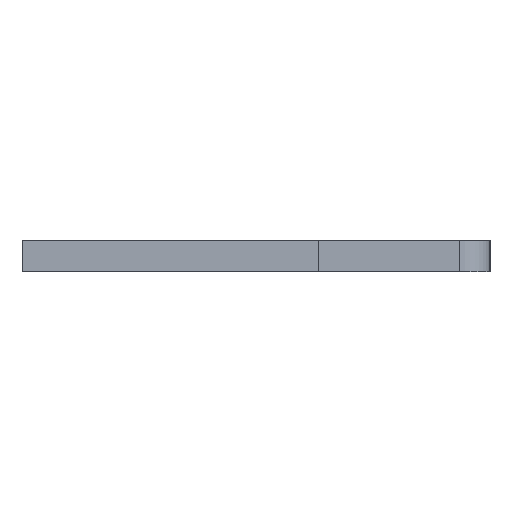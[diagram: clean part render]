
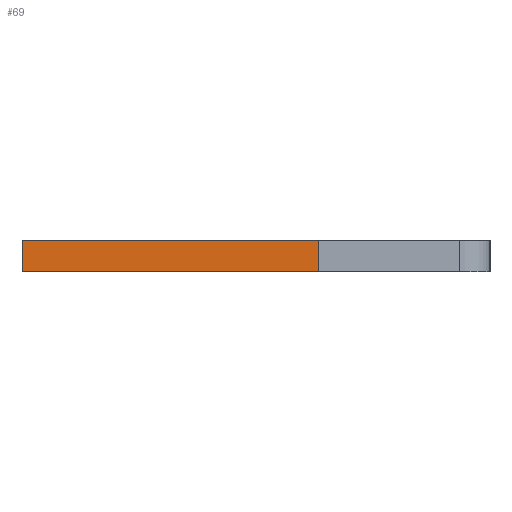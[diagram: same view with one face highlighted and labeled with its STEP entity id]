
A CAD part, left-side view. The second image highlights one B-rep face of the part: STEP entity #69.
In plain terms, the highlighted face is planar.
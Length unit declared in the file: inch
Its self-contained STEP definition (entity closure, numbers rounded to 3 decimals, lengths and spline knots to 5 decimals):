
#28 = CARTESIAN_POINT ( 'NONE',  ( -0.01, 0.15, -0.04 ) ) ;
#38 = CARTESIAN_POINT ( 'NONE',  ( 0.01, 0.15, -0.04 ) ) ;
#58 = EDGE_CURVE ( 'NONE', #2341, #1802, #289, .T. ) ;
#69 = ADVANCED_FACE ( 'NONE', ( #2445 ), #1730, .F. ) ;
#94 = VECTOR ( 'NONE', #983, 39.37008 ) ;
#200 = ORIENTED_EDGE ( 'NONE', *, *, #496, .T. ) ;
#275 = CARTESIAN_POINT ( 'NONE',  ( 0.01, -0.04, -0.04 ) ) ;
#289 = LINE ( 'NONE', #28, #2271 ) ;
#308 = EDGE_LOOP ( 'NONE', ( #1577, #2321, #1068, #200 ) ) ;
#496 = EDGE_CURVE ( 'NONE', #2094, #2341, #1221, .T. ) ;
#505 = VERTEX_POINT ( 'NONE', #1227 ) ;
#559 = CARTESIAN_POINT ( 'NONE',  ( -0.01, -0.04, -0.04 ) ) ;
#579 = DIRECTION ( 'NONE',  ( 0., 1., 0. ) ) ;
#598 = DIRECTION ( 'NONE',  ( -1., 0., 0. ) ) ;
#613 = LINE ( 'NONE', #2137, #2362 ) ;
#625 = DIRECTION ( 'NONE',  ( -1., 0., 0. ) ) ;
#806 = DIRECTION ( 'NONE',  ( 1., 0., 0. ) ) ;
#882 = AXIS2_PLACEMENT_3D ( 'NONE', #2130, #1161, #806 ) ;
#983 = DIRECTION ( 'NONE',  ( 0., 1., 0. ) ) ;
#1068 = ORIENTED_EDGE ( 'NONE', *, *, #1444, .F. ) ;
#1161 = DIRECTION ( 'NONE',  ( 0., 0., 1. ) ) ;
#1221 = LINE ( 'NONE', #275, #1999 ) ;
#1227 = CARTESIAN_POINT ( 'NONE',  ( 0.01, 0.15, -0.04 ) ) ;
#1399 = EDGE_CURVE ( 'NONE', #505, #1802, #613, .T. ) ;
#1444 = EDGE_CURVE ( 'NONE', #2094, #505, #2275, .T. ) ;
#1577 = ORIENTED_EDGE ( 'NONE', *, *, #58, .T. ) ;
#1730 = PLANE ( 'NONE',  #882 ) ;
#1802 = VERTEX_POINT ( 'NONE', #2256 ) ;
#1910 = CARTESIAN_POINT ( 'NONE',  ( 0.01, -0.04, -0.04 ) ) ;
#1999 = VECTOR ( 'NONE', #625, 39.37008 ) ;
#2094 = VERTEX_POINT ( 'NONE', #1910 ) ;
#2130 = CARTESIAN_POINT ( 'NONE',  ( 0.01, 0.15, -0.04 ) ) ;
#2137 = CARTESIAN_POINT ( 'NONE',  ( 0.01, 0.15, -0.04 ) ) ;
#2256 = CARTESIAN_POINT ( 'NONE',  ( -0.01, 0.15, -0.04 ) ) ;
#2271 = VECTOR ( 'NONE', #579, 39.37008 ) ;
#2275 = LINE ( 'NONE', #38, #94 ) ;
#2321 = ORIENTED_EDGE ( 'NONE', *, *, #1399, .F. ) ;
#2341 = VERTEX_POINT ( 'NONE', #559 ) ;
#2362 = VECTOR ( 'NONE', #598, 39.37008 ) ;
#2445 = FACE_OUTER_BOUND ( 'NONE', #308, .T. ) ;
